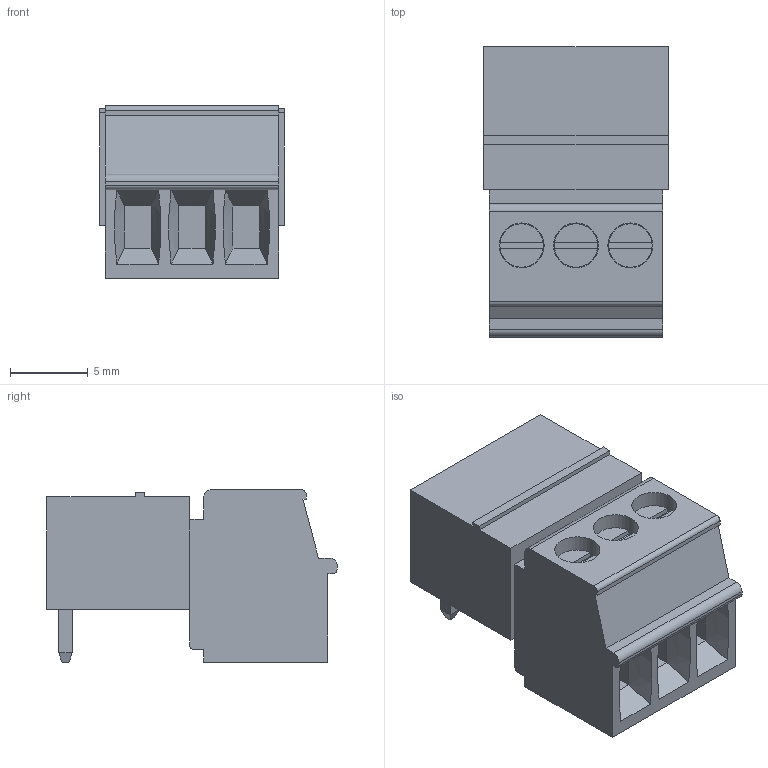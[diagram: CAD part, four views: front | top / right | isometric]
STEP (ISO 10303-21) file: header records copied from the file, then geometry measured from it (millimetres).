
FILE_DESCRIPTION(/* description */ ('model of PhoenixContact_MC-G_03x3.50mm_Angled.'),/* implementation_level */ FILE_NAME(/* name */ 'PhoenixContact_MC-G_03x3.50mm_Angled..stp',/* time_stamp */ '2017-06-08T17:32:19',/* author */ ('Rene Poeschl',''),/* organization */ (''),/* preprocessor_version */ '',/* originating_system */ '',/* authorisation */ '');
FILE_NAME(/* name */ 'PhoenixContact_MC-G_03x3.50mm_Angled..stp',/* time_stamp */ '2017-06-08T17:32:19',/* author */ ('Rene Poeschl',''),/* organization */ (''),/* preprocessor_version */ '',/* originating_system */ '',/* authorisation */ '');
FILE_SCHEMA(('AUTOMOTIVE_DESIGN_CC2 { 1 2 10303 214 -1 1 5 4 }'));
Length unit declared in the file: millimetre
Products named in the file (1): MC_01x03_G_3_5mm
Bounding box: 11.9 x 18.7 x 11.1 mm (x, y, z)
Volume: 1747 mm3; surface area: 1223.9 mm2
Topology: 1 solids, 1 shells, 109 faces, 265 edges, 167 vertices
Faces by surface type: plane 86, bspline 12, cylinder 11
Full cylindrical faces by diameter (mm): 2.8 x3, 2.9 x3
Entity records: 3942 total; most frequent: CARTESIAN_POINT 638, ORIENTED_EDGE 530, DIRECTION 492, EDGE_CURVE 265, LINE 210, VECTOR 210, VERTEX_POINT 167, AXIS2_PLACEMENT_3D 141
